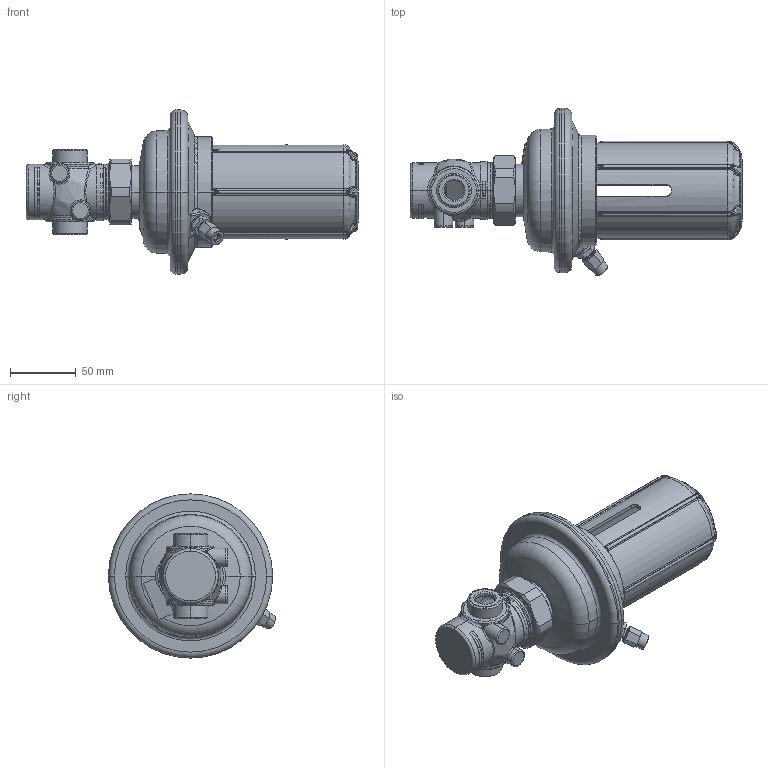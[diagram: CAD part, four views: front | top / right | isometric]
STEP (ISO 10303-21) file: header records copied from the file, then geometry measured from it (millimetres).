
FILE_DESCRIPTION((''),'2;1');
FILE_NAME('003H6281_ASM','2015-03-05T',('u317927'),('Danfoss'),'PRO/ENGINEER BY PARAMETRIC TECHNOLOGY CORPORATION, 2014000','PRO/ENGINEER BY PARAMETRIC TECHNOLOGY CORPORATION, 2014000','');
FILE_SCHEMA(('CONFIG_CONTROL_DESIGN'));
Products named in the file (21): 88810780-MODIFIED; 8883816_ASM; 88810790_ZAVIHAN; 8883807_INST; TRATA-MUTTER; 8883751_ASM; 8882920; DROG_KROZNIK_ASM; 88800095_ASM; RETURN-1_6_ASM; 88810710; SERTO2; SERTO3; SERTO-1_ASM; 8880016-ROUND; 8883510; STICKER-ACTUATOR; TYPENSCHILD-ANTRIEB; 8880026; 5454032; 003H6281_ASM
Assembly tree (20 placements, depth 4):
  003H6281_ASM
    8883751_ASM
      88810780-MODIFIED
      8883816_ASM
      88810790_ZAVIHAN
      8883807_INST
      TRATA-MUTTER
    RETURN-1_6_ASM
      8882920
      88800095_ASM
        DROG_KROZNIK_ASM
    SERTO-1_ASM
      88810710
      SERTO2
      SERTO3
    8880016-ROUND
    8883510
    STICKER-ACTUATOR
    TYPENSCHILD-ANTRIEB
    8880026
    5454032
Bounding box: 252.9 x 127.3 x 125.09 mm (x, y, z)
Volume: 328746 mm3; surface area: 190243.8 mm2
Topology: 14 solids, 26 shells, 1673 faces, 4152 edges, 2564 vertices
Faces by surface type: plane 761, bspline 274, cylinder 268, cone 197, torus 152, sphere 21
Entity records: 61409 total; most frequent: CARTESIAN_POINT 24234, ORIENTED_EDGE 8226, DIRECTION 6952, EDGE_CURVE 4148, AXIS2_PLACEMENT_3D 2800, VERTEX_POINT 2564, EDGE_LOOP 1759, FACE_OUTER_BOUND 1673
